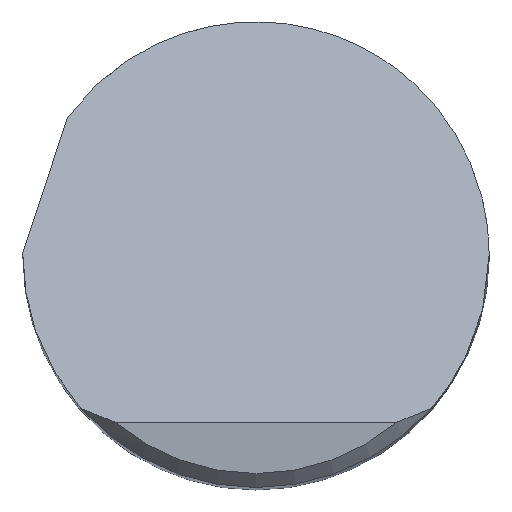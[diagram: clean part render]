
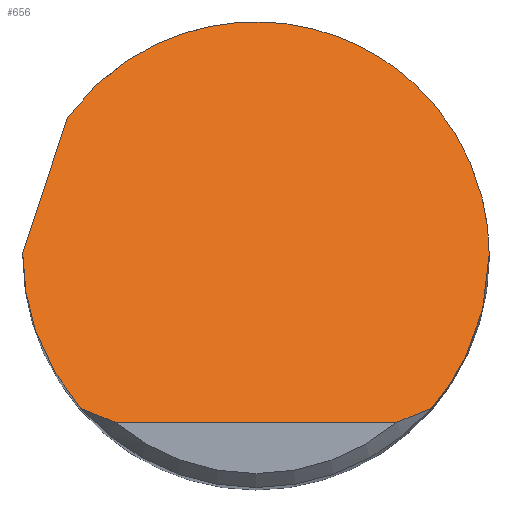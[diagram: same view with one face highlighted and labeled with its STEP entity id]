
A CAD part, top view. The second image highlights one B-rep face of the part: STEP entity #656.
In plain terms, the highlighted planar face has unit normal (0, 0.707, 0.707).
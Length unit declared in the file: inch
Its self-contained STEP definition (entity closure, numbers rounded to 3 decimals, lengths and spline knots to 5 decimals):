
#4 =( BOUNDED_CURVE ( )  B_SPLINE_CURVE ( 3, ( #629, #633, #342, #564 ),
 .UNSPECIFIED., .F., .T. ) 
 B_SPLINE_CURVE_WITH_KNOTS ( ( 4, 4 ),
 ( 4.71239, 4.72039 ),
 .UNSPECIFIED. ) 
 CURVE ( )  GEOMETRIC_REPRESENTATION_ITEM ( )  RATIONAL_B_SPLINE_CURVE ( ( 1., 1., 1., 1. ) ) 
 REPRESENTATION_ITEM ( '' )  );
#6 = CARTESIAN_POINT ( 'NONE',  ( 0.18782, -0.165, 2.985 ) ) ;
#17 = CARTESIAN_POINT ( 'NONE',  ( -0.18782, -0.165, 2.985 ) ) ;
#21 = CARTESIAN_POINT ( 'NONE',  ( -0.20198, 0.14732, 2.67268 ) ) ;
#34 = CARTESIAN_POINT ( 'NONE',  ( 0.25, -0.06141, 2.88141 ) ) ;
#48 = EDGE_CURVE ( 'NONE', #197, #328, #597, .T. ) ;
#49 = CARTESIAN_POINT ( 'NONE',  ( 0.16367, -0.17542, 2.99542 ) ) ;
#57 = VERTEX_POINT ( 'NONE', #655 ) ;
#58 =( BOUNDED_CURVE ( )  B_SPLINE_CURVE ( 3, ( #254, #144, #486, #259 ),
 .UNSPECIFIED., .F., .T. ) 
 B_SPLINE_CURVE_WITH_KNOTS ( ( 4, 4 ),
 ( 5.34257, 7.85398 ),
 .UNSPECIFIED. ) 
 CURVE ( )  GEOMETRIC_REPRESENTATION_ITEM ( )  RATIONAL_B_SPLINE_CURVE ( ( 1., 0.54, 0.54, 1. ) ) 
 REPRESENTATION_ITEM ( '' )  );
#72 = CARTESIAN_POINT ( 'NONE',  ( -0.22834, -0.11887, 2.93887 ) ) ;
#89 = ORIENTED_EDGE ( 'NONE', *, *, #350, .F. ) ;
#94 = EDGE_CURVE ( 'NONE', #250, #57, #659, .T. ) ;
#107 = CARTESIAN_POINT ( 'NONE',  ( 0.22834, -0.11887, 2.93887 ) ) ;
#114 = CARTESIAN_POINT ( 'NONE',  ( 0.18782, -0.165, 2.985 ) ) ;
#144 = CARTESIAN_POINT ( 'NONE',  ( -0.02903, 0.38443, 2.43557 ) ) ;
#145 = B_SPLINE_CURVE_WITH_KNOTS ( 'NONE', 3,
 ( #504, #49, #396, #114 ),
 .UNSPECIFIED., .F., .F.,
 ( 4, 4 ),
 ( 0., 0.00108 ),
 .UNSPECIFIED. ) ;
#147 = CARTESIAN_POINT ( 'NONE',  ( 0.18782, -0.165, 2.985 ) ) ;
#150 = CARTESIAN_POINT ( 'NONE',  ( -0.30701, -0.17058, 2.99058 ) ) ;
#166 = ORIENTED_EDGE ( 'NONE', *, *, #695, .F. ) ;
#169 = LINE ( 'NONE', #150, #443 ) ;
#170 = CARTESIAN_POINT ( 'NONE',  ( 0.25, 0., 2.82 ) ) ;
#197 = VERTEX_POINT ( 'NONE', #170 ) ;
#204 = CARTESIAN_POINT ( 'NONE',  ( -0.17589, -0.1704, 2.9904 ) ) ;
#223 = CARTESIAN_POINT ( 'NONE',  ( -0.25, -0.18, 3. ) ) ;
#229 = EDGE_CURVE ( 'NONE', #497, #644, #4, .T. ) ;
#242 = EDGE_CURVE ( 'NONE', #57, #328, #145, .T. ) ;
#250 = VERTEX_POINT ( 'NONE', #745 ) ;
#254 = CARTESIAN_POINT ( 'NONE',  ( -0.20198, 0.14732, 2.67268 ) ) ;
#259 = CARTESIAN_POINT ( 'NONE',  ( 0.25, 0., 2.82 ) ) ;
#323 =( BOUNDED_CURVE ( )  B_SPLINE_CURVE ( 3, ( #464, #72, #409, #646 ),
 .UNSPECIFIED., .F., .T. ) 
 B_SPLINE_CURVE_WITH_KNOTS ( ( 4, 4 ),
 ( 3.99157, 4.71239 ),
 .UNSPECIFIED. ) 
 CURVE ( )  GEOMETRIC_REPRESENTATION_ITEM ( )  RATIONAL_B_SPLINE_CURVE ( ( 1., 0.957, 0.957, 1. ) ) 
 REPRESENTATION_ITEM ( '' )  );
#328 = VERTEX_POINT ( 'NONE', #6 ) ;
#331 = DIRECTION ( 'NONE',  ( 0., 0.707, -0.707 ) ) ;
#333 = EDGE_LOOP ( 'NONE', ( #672, #555, #610, #435, #166, #618, #89, #427 ) ) ;
#342 = CARTESIAN_POINT ( 'NONE',  ( -0.25, 0.00133, 2.81867 ) ) ;
#350 = EDGE_CURVE ( 'NONE', #569, #497, #323, .T. ) ;
#362 = CARTESIAN_POINT ( 'NONE',  ( -0.24999, 0.002, 2.818 ) ) ;
#396 = CARTESIAN_POINT ( 'NONE',  ( 0.17589, -0.1704, 2.9904 ) ) ;
#409 = CARTESIAN_POINT ( 'NONE',  ( -0.25, -0.06141, 2.88141 ) ) ;
#427 = ORIENTED_EDGE ( 'NONE', *, *, #589, .T. ) ;
#429 = CARTESIAN_POINT ( 'NONE',  ( -0.15108, -0.18, 3. ) ) ;
#434 = DIRECTION ( 'NONE',  ( 1., 0., 0. ) ) ;
#435 = ORIENTED_EDGE ( 'NONE', *, *, #453, .F. ) ;
#440 = FACE_OUTER_BOUND ( 'NONE', #333, .T. ) ;
#443 = VECTOR ( 'NONE', #549, 39.37008 ) ;
#453 = EDGE_CURVE ( 'NONE', #543, #197, #58, .T. ) ;
#464 = CARTESIAN_POINT ( 'NONE',  ( -0.18782, -0.165, 2.985 ) ) ;
#476 = CARTESIAN_POINT ( 'NONE',  ( -0.18782, -0.165, 2.985 ) ) ;
#486 = CARTESIAN_POINT ( 'NONE',  ( 0.25, 0.29348, 2.52652 ) ) ;
#497 = VERTEX_POINT ( 'NONE', #599 ) ;
#504 = CARTESIAN_POINT ( 'NONE',  ( 0.15108, -0.18, 3. ) ) ;
#543 = VERTEX_POINT ( 'NONE', #21 ) ;
#549 = DIRECTION ( 'NONE',  ( 0.227, 0.689, -0.689 ) ) ;
#555 = ORIENTED_EDGE ( 'NONE', *, *, #242, .T. ) ;
#558 = VECTOR ( 'NONE', #434, 39.37008 ) ;
#559 = AXIS2_PLACEMENT_3D ( 'NONE', #223, #567, #331 ) ;
#561 = CARTESIAN_POINT ( 'NONE',  ( 0.25, 0., 2.82 ) ) ;
#564 = CARTESIAN_POINT ( 'NONE',  ( -0.24999, 0.002, 2.818 ) ) ;
#567 = DIRECTION ( 'NONE',  ( 0., -0.707, -0.707 ) ) ;
#569 = VERTEX_POINT ( 'NONE', #476 ) ;
#589 = EDGE_CURVE ( 'NONE', #569, #250, #592, .T. ) ;
#590 = CARTESIAN_POINT ( 'NONE',  ( -0.16367, -0.17542, 2.99542 ) ) ;
#592 = B_SPLINE_CURVE_WITH_KNOTS ( 'NONE', 3,
 ( #17, #204, #590, #429 ),
 .UNSPECIFIED., .F., .F.,
 ( 4, 4 ),
 ( 0., 0.00108 ),
 .UNSPECIFIED. ) ;
#597 =( BOUNDED_CURVE ( )  B_SPLINE_CURVE ( 3, ( #561, #34, #107, #147 ),
 .UNSPECIFIED., .F., .T. ) 
 B_SPLINE_CURVE_WITH_KNOTS ( ( 4, 4 ),
 ( 1.5708, 2.29162 ),
 .UNSPECIFIED. ) 
 CURVE ( )  GEOMETRIC_REPRESENTATION_ITEM ( )  RATIONAL_B_SPLINE_CURVE ( ( 1., 0.957, 0.957, 1. ) ) 
 REPRESENTATION_ITEM ( '' )  );
#599 = CARTESIAN_POINT ( 'NONE',  ( -0.25, 0., 2.82 ) ) ;
#604 = CARTESIAN_POINT ( 'NONE',  ( 0., -0.18, 3. ) ) ;
#610 = ORIENTED_EDGE ( 'NONE', *, *, #48, .F. ) ;
#618 = ORIENTED_EDGE ( 'NONE', *, *, #229, .F. ) ;
#629 = CARTESIAN_POINT ( 'NONE',  ( -0.25, 0., 2.82 ) ) ;
#633 = CARTESIAN_POINT ( 'NONE',  ( -0.25, 0.00067, 2.81933 ) ) ;
#644 = VERTEX_POINT ( 'NONE', #362 ) ;
#646 = CARTESIAN_POINT ( 'NONE',  ( -0.25, 0., 2.82 ) ) ;
#655 = CARTESIAN_POINT ( 'NONE',  ( 0.15108, -0.18, 3. ) ) ;
#656 = ADVANCED_FACE ( 'NONE', ( #440 ), #728, .F. ) ;
#659 = LINE ( 'NONE', #604, #558 ) ;
#672 = ORIENTED_EDGE ( 'NONE', *, *, #94, .T. ) ;
#695 = EDGE_CURVE ( 'NONE', #644, #543, #169, .T. ) ;
#728 = PLANE ( 'NONE',  #559 ) ;
#745 = CARTESIAN_POINT ( 'NONE',  ( -0.15108, -0.18, 3. ) ) ;
